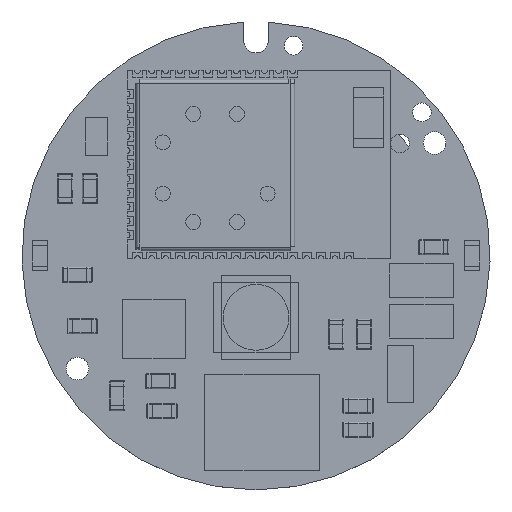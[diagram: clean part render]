
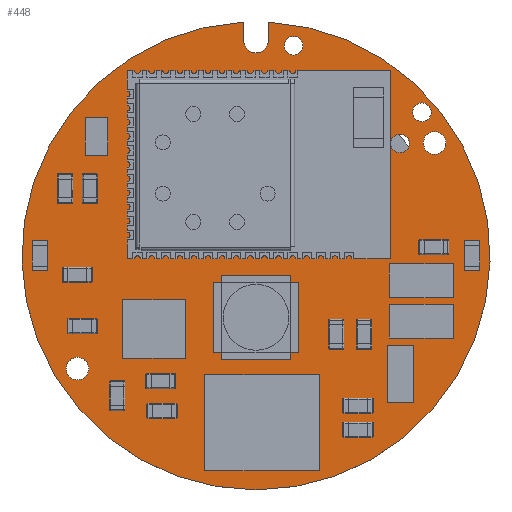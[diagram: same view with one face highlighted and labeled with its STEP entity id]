
A CAD part, top view. The second image highlights one B-rep face of the part: STEP entity #448.
In plain terms, the highlighted planar face has unit normal (0, 0, 1).
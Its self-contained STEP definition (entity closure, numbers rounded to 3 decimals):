
#135 = VERTEX_POINT('',#136);
#136 = CARTESIAN_POINT('',(-0.652,12.433,0.));
#142 = EDGE_CURVE('',#135,#143,#145,.T.);
#143 = VERTEX_POINT('',#144);
#144 = CARTESIAN_POINT('',(0.652,12.433,0.));
#145 = CIRCLE('',#146,12.45);
#146 = AXIS2_PLACEMENT_3D('',#147,#148,#149);
#147 = CARTESIAN_POINT('',(0.,0.,
    0.));
#148 = DIRECTION('',(0.,0.,1.));
#149 = DIRECTION('',(-0.052,0.999,0.));
#175 = EDGE_CURVE('',#143,#176,#178,.T.);
#176 = VERTEX_POINT('',#177);
#177 = CARTESIAN_POINT('',(0.652,11.433,0.));
#178 = LINE('',#179,#180);
#179 = CARTESIAN_POINT('',(0.652,12.433,0.));
#180 = VECTOR('',#181,1.);
#181 = DIRECTION('',(0.,-1.,0.));
#206 = EDGE_CURVE('',#176,#207,#209,.T.);
#207 = VERTEX_POINT('',#208);
#208 = CARTESIAN_POINT('',(-0.652,11.433,0.));
#209 = CIRCLE('',#210,0.652);
#210 = AXIS2_PLACEMENT_3D('',#211,#212,#213);
#211 = CARTESIAN_POINT('',(0.,11.45,0.)
  );
#212 = DIRECTION('',(0.,0.,-1.));
#213 = DIRECTION('',(1.,-0.026,0.));
#239 = EDGE_CURVE('',#207,#135,#240,.T.);
#240 = LINE('',#241,#242);
#241 = CARTESIAN_POINT('',(-0.652,11.433,0.));
#242 = VECTOR('',#243,1.);
#243 = DIRECTION('',(0.,1.,0.));
#263 = VERTEX_POINT('',#264);
#264 = CARTESIAN_POINT('',(-8.9,-6.,0.));
#270 = EDGE_CURVE('',#263,#263,#271,.T.);
#271 = CIRCLE('',#272,0.6);
#272 = AXIS2_PLACEMENT_3D('',#273,#274,#275);
#273 = CARTESIAN_POINT('',(-9.5,-6.,0.));
#274 = DIRECTION('',(0.,0.,1.));
#275 = DIRECTION('',(1.,0.,0.));
#296 = VERTEX_POINT('',#297);
#297 = CARTESIAN_POINT('',(2.495,11.175,0.));
#303 = EDGE_CURVE('',#296,#296,#304,.T.);
#304 = CIRCLE('',#305,0.495);
#305 = AXIS2_PLACEMENT_3D('',#306,#307,#308);
#306 = CARTESIAN_POINT('',(2.,11.175,0.));
#307 = DIRECTION('',(0.,0.,1.));
#308 = DIRECTION('',(1.,0.,0.));
#329 = VERTEX_POINT('',#330);
#330 = CARTESIAN_POINT('',(10.1,6.,0.));
#336 = EDGE_CURVE('',#329,#329,#337,.T.);
#337 = CIRCLE('',#338,0.6);
#338 = AXIS2_PLACEMENT_3D('',#339,#340,#341);
#339 = CARTESIAN_POINT('',(9.5,6.,0.));
#340 = DIRECTION('',(0.,0.,1.));
#341 = DIRECTION('',(1.,0.,0.));
#362 = VERTEX_POINT('',#363);
#363 = CARTESIAN_POINT('',(8.154,5.972,0.));
#369 = EDGE_CURVE('',#362,#362,#370,.T.);
#370 = CIRCLE('',#371,0.495);
#371 = AXIS2_PLACEMENT_3D('',#372,#373,#374);
#372 = CARTESIAN_POINT('',(7.659,5.972,0.));
#373 = DIRECTION('',(0.,0.,1.));
#374 = DIRECTION('',(1.,0.,0.));
#395 = VERTEX_POINT('',#396);
#396 = CARTESIAN_POINT('',(9.32,7.637,0.));
#402 = EDGE_CURVE('',#395,#395,#403,.T.);
#403 = CIRCLE('',#404,0.495);
#404 = AXIS2_PLACEMENT_3D('',#405,#406,#407);
#405 = CARTESIAN_POINT('',(8.825,7.637,0.));
#406 = DIRECTION('',(0.,0.,1.));
#407 = DIRECTION('',(1.,0.,0.));
#448 = ADVANCED_FACE('',(#449,#455,#458,#461,#464,#467),#470,.F.);
#449 = FACE_BOUND('',#450,.T.);
#450 = EDGE_LOOP('',(#451,#452,#453,#454));
#451 = ORIENTED_EDGE('',*,*,#142,.T.);
#452 = ORIENTED_EDGE('',*,*,#175,.T.);
#453 = ORIENTED_EDGE('',*,*,#206,.T.);
#454 = ORIENTED_EDGE('',*,*,#239,.T.);
#455 = FACE_BOUND('',#456,.F.);
#456 = EDGE_LOOP('',(#457));
#457 = ORIENTED_EDGE('',*,*,#270,.T.);
#458 = FACE_BOUND('',#459,.F.);
#459 = EDGE_LOOP('',(#460));
#460 = ORIENTED_EDGE('',*,*,#303,.T.);
#461 = FACE_BOUND('',#462,.F.);
#462 = EDGE_LOOP('',(#463));
#463 = ORIENTED_EDGE('',*,*,#336,.T.);
#464 = FACE_BOUND('',#465,.F.);
#465 = EDGE_LOOP('',(#466));
#466 = ORIENTED_EDGE('',*,*,#369,.T.);
#467 = FACE_BOUND('',#468,.F.);
#468 = EDGE_LOOP('',(#469));
#469 = ORIENTED_EDGE('',*,*,#402,.T.);
#470 = PLANE('',#471);
#471 = AXIS2_PLACEMENT_3D('',#472,#473,#474);
#472 = CARTESIAN_POINT('',(-0.652,12.433,0.));
#473 = DIRECTION('',(0.,0.,-1.));
#474 = DIRECTION('',(-1.,0.,0.));
